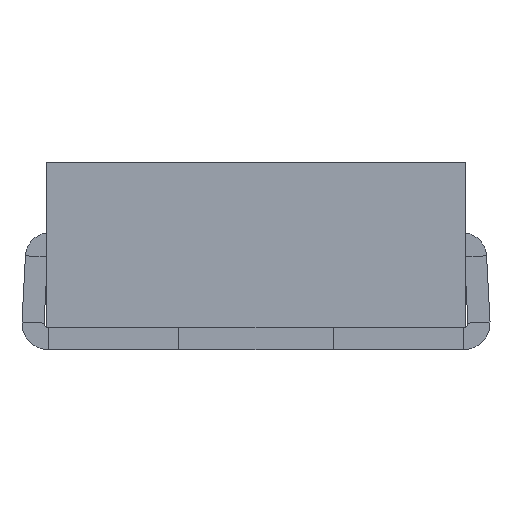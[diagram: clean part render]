
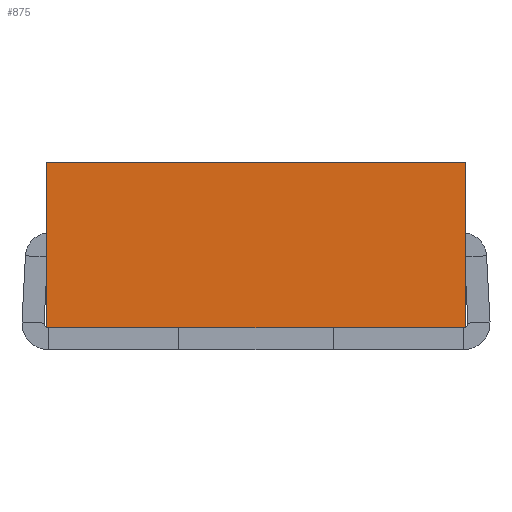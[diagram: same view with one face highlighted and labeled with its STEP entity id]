
A CAD part, left-side view. The second image highlights one B-rep face of the part: STEP entity #875.
In plain terms, the highlighted planar face has unit normal (-1, 0, 0).
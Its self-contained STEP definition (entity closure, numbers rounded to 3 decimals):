
#519 = EDGE_CURVE('',#520,#522,#524,.T.);
#520 = VERTEX_POINT('',#521);
#521 = CARTESIAN_POINT('',(-0.95,0.95,0.85));
#522 = VERTEX_POINT('',#523);
#523 = CARTESIAN_POINT('',(-0.95,0.95,0.11));
#524 = LINE('',#525,#526);
#525 = CARTESIAN_POINT('',(-0.95,0.95,0.85));
#526 = VECTOR('',#527,1.);
#527 = DIRECTION('',(0.,0.,-1.));
#600 = EDGE_CURVE('',#522,#601,#603,.T.);
#601 = VERTEX_POINT('',#602);
#602 = CARTESIAN_POINT('',(-0.95,0.94,0.1));
#603 = CIRCLE('',#604,0.01);
#604 = AXIS2_PLACEMENT_3D('',#605,#606,#607);
#605 = CARTESIAN_POINT('',(-0.95,0.94,0.11));
#606 = DIRECTION('',(-1.,0.,0.));
#607 = DIRECTION('',(0.,0.,-1.));
#642 = VERTEX_POINT('',#643);
#643 = CARTESIAN_POINT('',(-0.95,-0.95,0.85));
#651 = EDGE_CURVE('',#642,#520,#652,.T.);
#652 = LINE('',#653,#654);
#653 = CARTESIAN_POINT('',(-0.95,-0.95,0.85));
#654 = VECTOR('',#655,1.);
#655 = DIRECTION('',(0.,1.,0.));
#689 = EDGE_CURVE('',#690,#642,#692,.T.);
#690 = VERTEX_POINT('',#691);
#691 = CARTESIAN_POINT('',(-0.95,-0.95,0.11));
#692 = LINE('',#693,#694);
#693 = CARTESIAN_POINT('',(-0.95,-0.95,0.1));
#694 = VECTOR('',#695,1.);
#695 = DIRECTION('',(0.,0.,1.));
#763 = EDGE_CURVE('',#764,#690,#766,.T.);
#764 = VERTEX_POINT('',#765);
#765 = CARTESIAN_POINT('',(-0.95,-0.94,0.1));
#766 = CIRCLE('',#767,0.01);
#767 = AXIS2_PLACEMENT_3D('',#768,#769,#770);
#768 = CARTESIAN_POINT('',(-0.95,-0.94,0.11));
#769 = DIRECTION('',(-1.,0.,0.));
#770 = DIRECTION('',(0.,0.,-1.));
#875 = ADVANCED_FACE('',(#876),#905,.F.);
#876 = FACE_BOUND('',#877,.F.);
#877 = EDGE_LOOP('',(#878,#879,#880,#881,#882,#890,#898,#904));
#878 = ORIENTED_EDGE('',*,*,#519,.F.);
#879 = ORIENTED_EDGE('',*,*,#651,.F.);
#880 = ORIENTED_EDGE('',*,*,#689,.F.);
#881 = ORIENTED_EDGE('',*,*,#763,.F.);
#882 = ORIENTED_EDGE('',*,*,#883,.F.);
#883 = EDGE_CURVE('',#884,#764,#886,.T.);
#884 = VERTEX_POINT('',#885);
#885 = CARTESIAN_POINT('',(-0.95,-0.35,0.1));
#886 = LINE('',#887,#888);
#887 = CARTESIAN_POINT('',(-0.95,0.95,0.1));
#888 = VECTOR('',#889,1.);
#889 = DIRECTION('',(0.,-1.,0.));
#890 = ORIENTED_EDGE('',*,*,#891,.F.);
#891 = EDGE_CURVE('',#892,#884,#894,.T.);
#892 = VERTEX_POINT('',#893);
#893 = CARTESIAN_POINT('',(-0.95,0.35,0.1));
#894 = LINE('',#895,#896);
#895 = CARTESIAN_POINT('',(-0.95,0.95,0.1));
#896 = VECTOR('',#897,1.);
#897 = DIRECTION('',(0.,-1.,0.));
#898 = ORIENTED_EDGE('',*,*,#899,.F.);
#899 = EDGE_CURVE('',#601,#892,#900,.T.);
#900 = LINE('',#901,#902);
#901 = CARTESIAN_POINT('',(-0.95,0.95,0.1));
#902 = VECTOR('',#903,1.);
#903 = DIRECTION('',(0.,-1.,0.));
#904 = ORIENTED_EDGE('',*,*,#600,.F.);
#905 = PLANE('',#906);
#906 = AXIS2_PLACEMENT_3D('',#907,#908,#909);
#907 = CARTESIAN_POINT('',(-0.95,-0.95,0.85));
#908 = DIRECTION('',(1.,0.,0.));
#909 = DIRECTION('',(0.,0.,1.));
